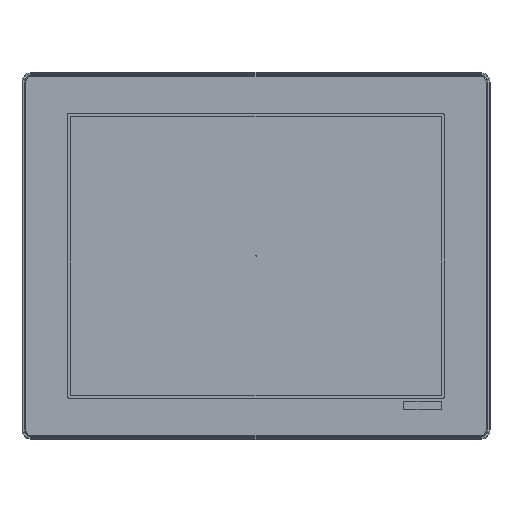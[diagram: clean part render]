
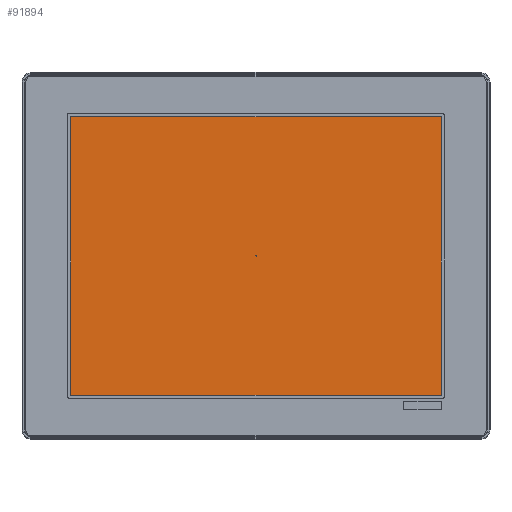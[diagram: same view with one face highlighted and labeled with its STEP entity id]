
A CAD part, top view. The second image highlights one B-rep face of the part: STEP entity #91894.
In plain terms, the highlighted planar face has unit normal (0, 0, 1).
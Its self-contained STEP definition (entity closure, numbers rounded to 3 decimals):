
#91656=CARTESIAN_POINT('',(153.,117.5,3.005));
#91657=VERTEX_POINT('',#91656);
#91664=CARTESIAN_POINT('',(155.,115.5,3.005));
#91665=VERTEX_POINT('',#91664);
#91666=CARTESIAN_POINT('',(153.,115.5,3.005));
#91667=DIRECTION('',(0.0,0.0,-1.0));
#91668=DIRECTION('',(0.707,0.707,0.0));
#91669=AXIS2_PLACEMENT_3D('',#91666,#91667,#91668);
#91670=CIRCLE('',#91669,2.0);
#91671=EDGE_CURVE('',#91657,#91665,#91670,.T.);
#91695=CARTESIAN_POINT('',(-155.,117.5,3.005));
#91696=VERTEX_POINT('',#91695);
#91703=CARTESIAN_POINT('',(-155.,117.5,3.005));
#91704=DIRECTION('',(1.0,0.0,0.0));
#91705=VECTOR('',#91704,308.);
#91706=LINE('',#91703,#91705);
#91707=EDGE_CURVE('',#91696,#91657,#91706,.T.);
#91726=CARTESIAN_POINT('',(-155.,-115.5,3.005));
#91727=VERTEX_POINT('',#91726);
#91734=CARTESIAN_POINT('',(-155.,-115.5,3.005));
#91735=DIRECTION('',(0.0,1.0,0.0));
#91736=VECTOR('',#91735,233.0);
#91737=LINE('',#91734,#91736);
#91738=EDGE_CURVE('',#91727,#91696,#91737,.T.);
#91758=CARTESIAN_POINT('',(-153.,-117.5,3.005));
#91759=VERTEX_POINT('',#91758);
#91766=CARTESIAN_POINT('',(-153.,-115.5,3.005));
#91767=DIRECTION('',(0.0,0.0,-1.0));
#91768=DIRECTION('',(-0.707,-0.707,0.0));
#91769=AXIS2_PLACEMENT_3D('',#91766,#91767,#91768);
#91770=CIRCLE('',#91769,2.0);
#91771=EDGE_CURVE('',#91759,#91727,#91770,.T.);
#91808=CARTESIAN_POINT('',(155.,-115.5,3.005));
#91809=VERTEX_POINT('',#91808);
#91810=CARTESIAN_POINT('',(155.,115.5,3.005));
#91811=DIRECTION('',(0.0,-1.0,0.0));
#91812=VECTOR('',#91811,231.0);
#91813=LINE('',#91810,#91812);
#91814=EDGE_CURVE('',#91665,#91809,#91813,.T.);
#91840=CARTESIAN_POINT('',(153.,-117.5,3.005));
#91841=VERTEX_POINT('',#91840);
#91842=CARTESIAN_POINT('',(153.,-115.5,3.005));
#91843=DIRECTION('',(0.0,0.0,-1.0));
#91844=DIRECTION('',(0.707,-0.707,0.0));
#91845=AXIS2_PLACEMENT_3D('',#91842,#91843,#91844);
#91846=CIRCLE('',#91845,2.0);
#91847=EDGE_CURVE('',#91809,#91841,#91846,.T.);
#91870=CARTESIAN_POINT('',(153.,-117.5,3.005));
#91871=DIRECTION('',(-1.0,0.0,0.0));
#91872=VECTOR('',#91871,306.);
#91873=LINE('',#91870,#91872);
#91874=EDGE_CURVE('',#91841,#91759,#91873,.T.);
#91880=CARTESIAN_POINT('',(0.0,0.,3.005));
#91881=DIRECTION('',(0.0,0.0,1.0));
#91882=DIRECTION('',(-1.0,0.0,0.0));
#91883=AXIS2_PLACEMENT_3D('',#91880,#91881,#91882);
#91884=PLANE('',#91883);
#91885=ORIENTED_EDGE('',*,*,#91671,.F.);
#91886=ORIENTED_EDGE('',*,*,#91707,.F.);
#91887=ORIENTED_EDGE('',*,*,#91738,.F.);
#91888=ORIENTED_EDGE('',*,*,#91771,.F.);
#91889=ORIENTED_EDGE('',*,*,#91874,.F.);
#91890=ORIENTED_EDGE('',*,*,#91847,.F.);
#91891=ORIENTED_EDGE('',*,*,#91814,.F.);
#91892=EDGE_LOOP('',(#91885,#91886,#91887,#91888,#91889,#91890,#91891));
#91893=FACE_OUTER_BOUND('',#91892,.T.);
#91894=ADVANCED_FACE('',(#91893),#91884,.T.);
